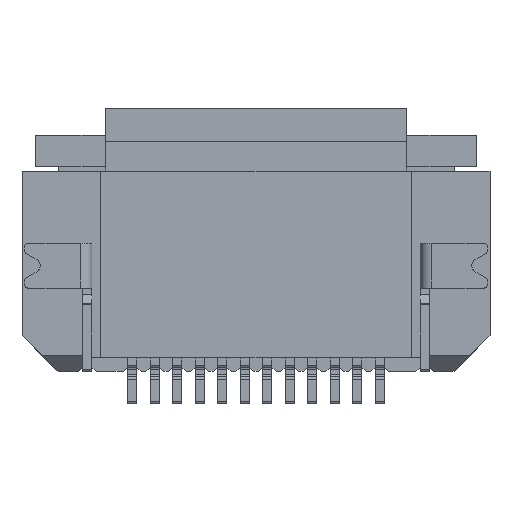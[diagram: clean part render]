
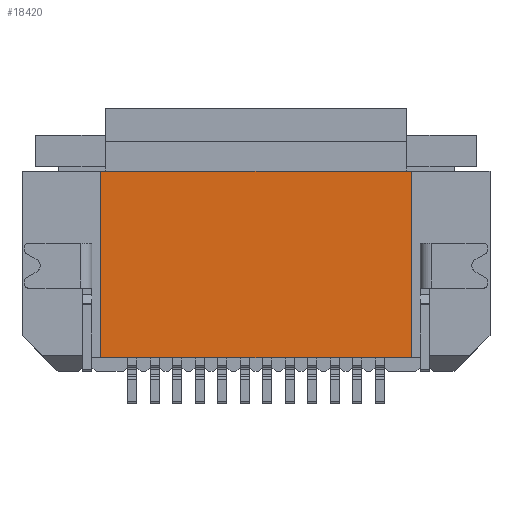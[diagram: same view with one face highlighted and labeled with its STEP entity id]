
A CAD part, front view. The second image highlights one B-rep face of the part: STEP entity #18420.
In plain terms, the highlighted planar face has unit normal (0, -1, 0).
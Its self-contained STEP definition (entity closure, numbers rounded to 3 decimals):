
#1=DIRECTION('',(0.,0.,1.));
#2=VECTOR('',#1,4.15);
#3=CARTESIAN_POINT('',(3.45,0.,0.3));
#4=LINE('',#3,#2);
#13=DIRECTION('',(1.,0.,0.));
#14=VECTOR('',#13,6.9);
#15=CARTESIAN_POINT('',(-3.45,0.,4.45));
#16=LINE('',#15,#14);
#603=DIRECTION('',(1.,0.,0.));
#604=VECTOR('',#603,6.9);
#605=CARTESIAN_POINT('',(-3.45,0.,0.3));
#606=LINE('',#605,#604);
#12591=DIRECTION('',(0.,0.,-1.));
#12592=VECTOR('',#12591,4.15);
#12593=CARTESIAN_POINT('',(-3.45,0.,4.45));
#12594=LINE('',#12593,#12592);
#16589=CARTESIAN_POINT('',(3.45,0.,0.3));
#16590=CARTESIAN_POINT('',(3.45,0.,4.45));
#16591=VERTEX_POINT('',#16589);
#16592=VERTEX_POINT('',#16590);
#16593=CARTESIAN_POINT('',(-3.45,0.,4.45));
#16594=VERTEX_POINT('',#16593);
#16595=CARTESIAN_POINT('',(-3.45,0.,0.3));
#16596=VERTEX_POINT('',#16595);
#18405=CARTESIAN_POINT('',(0.,0.,2.375));
#18406=DIRECTION('',(0.,1.,0.));
#18407=DIRECTION('',(1.,0.,0.));
#18408=AXIS2_PLACEMENT_3D('',#18405,#18406,#18407);
#18409=PLANE('',#18408);
#18411=ORIENTED_EDGE('',*,*,#18410,.F.);
#18413=ORIENTED_EDGE('',*,*,#18412,.F.);
#18415=ORIENTED_EDGE('',*,*,#18414,.F.);
#18417=ORIENTED_EDGE('',*,*,#18416,.T.);
#18418=EDGE_LOOP('',(#18411,#18413,#18415,#18417));
#18419=FACE_OUTER_BOUND('',#18418,.F.);
#18410=EDGE_CURVE('',#16591,#16592,#4,.T.);
#18412=EDGE_CURVE('',#16596,#16591,#606,.T.);
#18414=EDGE_CURVE('',#16594,#16596,#12594,.T.);
#18416=EDGE_CURVE('',#16594,#16592,#16,.T.);
#18420=ADVANCED_FACE('',(#18419),#18409,.F.);
